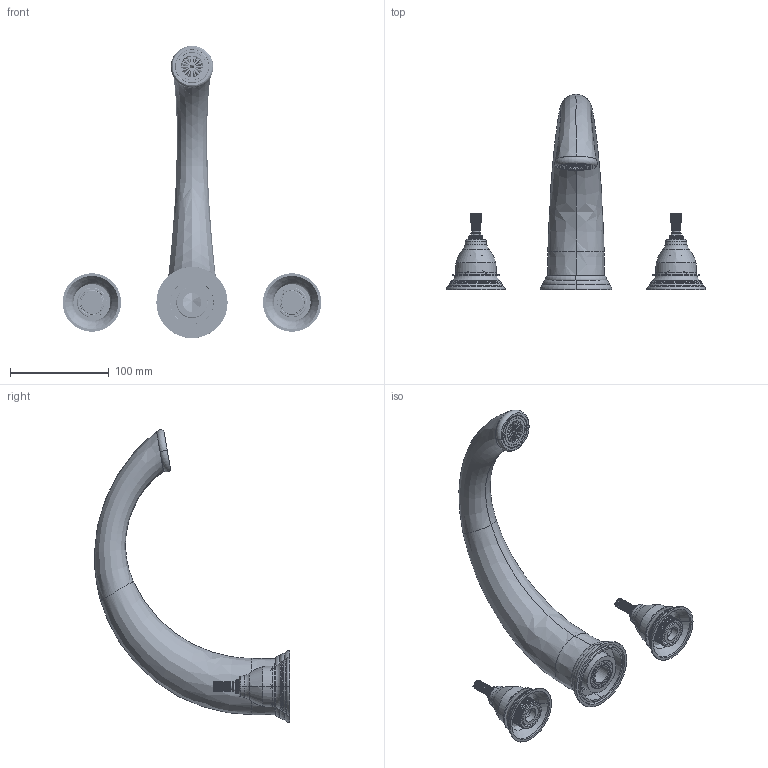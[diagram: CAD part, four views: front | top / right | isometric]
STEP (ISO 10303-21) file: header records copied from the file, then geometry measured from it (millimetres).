
FILE_DESCRIPTION((''),'2;1');
FILE_NAME('7206_WEB','2010-12-07T',('project'),(''),'PRO/ENGINEER BY PARAMETRIC TECHNOLOGY CORPORATION, 2009300','PRO/ENGINEER BY PARAMETRIC TECHNOLOGY CORPORATION, 2009300','');
FILE_SCHEMA(('CONFIG_CONTROL_DESIGN'));
Products named in the file (1): 7206_WEB
Bounding box: 262.64 x 198.07 x 296.65 mm (x, y, z)
Volume: 271739.3 mm3; surface area: 198200.7 mm2
Topology: 6 solids, 12 shells, 1519 faces, 3978 edges, 2478 vertices
Faces by surface type: cylinder 530, plane 368, bspline 332, cone 158, torus 105, sphere 22, extrusion 4
Entity records: 92981 total; most frequent: CARTESIAN_POINT 58645, ORIENTED_EDGE 7940, DIRECTION 6057, EDGE_CURVE 3970, VERTEX_POINT 2478, AXIS2_PLACEMENT_3D 2376, EDGE_LOOP 1608, FACE_OUTER_BOUND 1519
